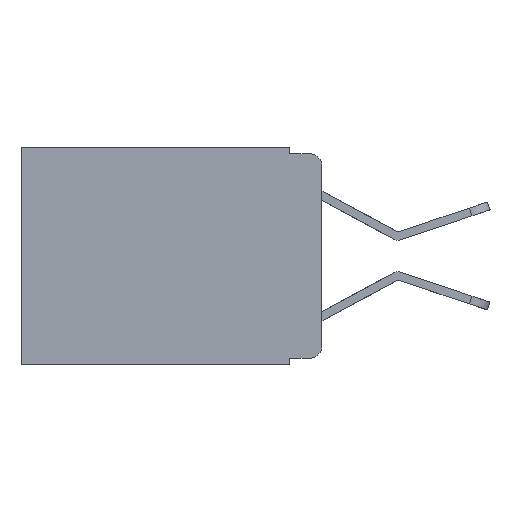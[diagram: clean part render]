
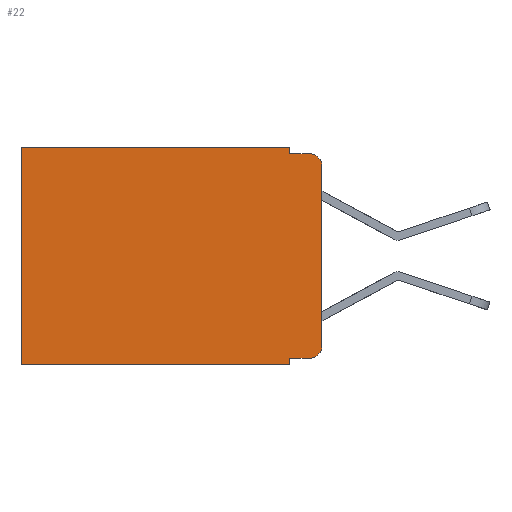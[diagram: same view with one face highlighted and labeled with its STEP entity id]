
A CAD part, left-side view. The second image highlights one B-rep face of the part: STEP entity #22.
In plain terms, the highlighted planar face has unit normal (-1, 0, 0).
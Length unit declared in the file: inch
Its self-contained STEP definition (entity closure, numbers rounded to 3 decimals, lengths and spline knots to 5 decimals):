
#22 = ADVANCED_FACE ( 'NONE', ( #500 ), #19775, .F. ) ;
#55 = VECTOR ( 'NONE', #20908, 39.37008 ) ;
#64 = EDGE_CURVE ( 'NONE', #3975, #18219, #9183, .T. ) ;
#87 = DIRECTION ( 'NONE',  ( 0., 0., -1. ) ) ;
#133 = ORIENTED_EDGE ( 'NONE', *, *, #64, .F. ) ;
#168 = AXIS2_PLACEMENT_3D ( 'NONE', #5977, #14503, #644 ) ;
#500 = FACE_OUTER_BOUND ( 'NONE', #3283, .T. ) ;
#539 = CARTESIAN_POINT ( 'NONE',  ( 0.298, 0.473, 0. ) ) ;
#640 = DIRECTION ( 'NONE',  ( 0., 0., -1. ) ) ;
#644 = DIRECTION ( 'NONE',  ( 0., 0., -1. ) ) ;
#773 = VECTOR ( 'NONE', #13377, 39.37008 ) ;
#935 = VECTOR ( 'NONE', #6036, 39.37008 ) ;
#1735 = AXIS2_PLACEMENT_3D ( 'NONE', #8628, #20141, #3306 ) ;
#1941 = EDGE_CURVE ( 'NONE', #6298, #8657, #9107, .T. ) ;
#2340 = VERTEX_POINT ( 'NONE', #13460 ) ;
#2552 = CARTESIAN_POINT ( 'NONE',  ( 0.298, 0.051, 0. ) ) ;
#2582 = EDGE_CURVE ( 'NONE', #3975, #6298, #5006, .T. ) ;
#3138 = VECTOR ( 'NONE', #87, 39.37008 ) ;
#3283 = EDGE_LOOP ( 'NONE', ( #4282, #14631, #14692, #22324, #9191, #17445, #17272, #133, #15943, #8098 ) ) ;
#3306 = DIRECTION ( 'NONE',  ( 0., 0., -1. ) ) ;
#3951 = CARTESIAN_POINT ( 'NONE',  ( 0.298, 0., 0. ) ) ;
#3975 = VERTEX_POINT ( 'NONE', #22691 ) ;
#4124 = CARTESIAN_POINT ( 'NONE',  ( 0.298, 0.02, -0.333 ) ) ;
#4282 = ORIENTED_EDGE ( 'NONE', *, *, #17075, .F. ) ;
#5006 = LINE ( 'NONE', #22235, #55 ) ;
#5977 = CARTESIAN_POINT ( 'NONE',  ( 0.298, 0.02, -0.313 ) ) ;
#6036 = DIRECTION ( 'NONE',  ( 0., -1., 0. ) ) ;
#6298 = VERTEX_POINT ( 'NONE', #4124 ) ;
#6678 = VERTEX_POINT ( 'NONE', #23265 ) ;
#6758 = DIRECTION ( 'NONE',  ( 0., 1., 0. ) ) ;
#6814 = CARTESIAN_POINT ( 'NONE',  ( 0.298, 0.051, 0. ) ) ;
#7923 = LINE ( 'NONE', #3951, #17935 ) ;
#7970 = CARTESIAN_POINT ( 'NONE',  ( 0.298, 0., -0.343 ) ) ;
#8098 = ORIENTED_EDGE ( 'NONE', *, *, #1941, .T. ) ;
#8124 = CARTESIAN_POINT ( 'NONE',  ( 0.298, 0.02, -0.03 ) ) ;
#8628 = CARTESIAN_POINT ( 'NONE',  ( 0.298, 0., 0. ) ) ;
#8657 = VERTEX_POINT ( 'NONE', #10976 ) ;
#9107 = CIRCLE ( 'NONE', #168, 0.02 ) ;
#9183 = LINE ( 'NONE', #20253, #23350 ) ;
#9191 = ORIENTED_EDGE ( 'NONE', *, *, #20441, .T. ) ;
#9794 = VERTEX_POINT ( 'NONE', #6814 ) ;
#9955 = DIRECTION ( 'NONE',  ( 0., 0., -1. ) ) ;
#10692 = EDGE_CURVE ( 'NONE', #2340, #18256, #14877, .T. ) ;
#10976 = CARTESIAN_POINT ( 'NONE',  ( 0.298, 0., -0.313 ) ) ;
#12488 = VERTEX_POINT ( 'NONE', #539 ) ;
#13377 = DIRECTION ( 'NONE',  ( 0., 1., 0. ) ) ;
#13460 = CARTESIAN_POINT ( 'NONE',  ( 0.298, 0.051, -0.01 ) ) ;
#13491 = VECTOR ( 'NONE', #6758, 39.37008 ) ;
#14020 = EDGE_CURVE ( 'NONE', #12488, #17730, #17533, .T. ) ;
#14503 = DIRECTION ( 'NONE',  ( -1., 0., 0. ) ) ;
#14622 = CARTESIAN_POINT ( 'NONE',  ( 0.298, 0.473, 0. ) ) ;
#14631 = ORIENTED_EDGE ( 'NONE', *, *, #19014, .T. ) ;
#14692 = ORIENTED_EDGE ( 'NONE', *, *, #10692, .F. ) ;
#14742 = AXIS2_PLACEMENT_3D ( 'NONE', #8124, #20601, #9955 ) ;
#14877 = LINE ( 'NONE', #18586, #935 ) ;
#15040 = LINE ( 'NONE', #2552, #19197 ) ;
#15256 = DIRECTION ( 'NONE',  ( 0., 0., -1. ) ) ;
#15943 = ORIENTED_EDGE ( 'NONE', *, *, #2582, .T. ) ;
#16319 = CARTESIAN_POINT ( 'NONE',  ( 0.298, 0.051, -0.343 ) ) ;
#16331 = CIRCLE ( 'NONE', #14742, 0.02 ) ;
#17075 = EDGE_CURVE ( 'NONE', #6678, #8657, #7923, .T. ) ;
#17272 = ORIENTED_EDGE ( 'NONE', *, *, #23166, .F. ) ;
#17445 = ORIENTED_EDGE ( 'NONE', *, *, #14020, .T. ) ;
#17533 = LINE ( 'NONE', #14622, #3138 ) ;
#17730 = VERTEX_POINT ( 'NONE', #18400 ) ;
#17935 = VECTOR ( 'NONE', #20083, 39.37008 ) ;
#18219 = VERTEX_POINT ( 'NONE', #16319 ) ;
#18222 = CARTESIAN_POINT ( 'NONE',  ( 0.298, 0.02, -0.01 ) ) ;
#18256 = VERTEX_POINT ( 'NONE', #18222 ) ;
#18400 = CARTESIAN_POINT ( 'NONE',  ( 0.298, 0.473, -0.343 ) ) ;
#18586 = CARTESIAN_POINT ( 'NONE',  ( 0.298, 0.051, -0.01 ) ) ;
#18729 = LINE ( 'NONE', #21003, #13491 ) ;
#19014 = EDGE_CURVE ( 'NONE', #6678, #18256, #16331, .T. ) ;
#19197 = VECTOR ( 'NONE', #15256, 39.37008 ) ;
#19775 = PLANE ( 'NONE',  #1735 ) ;
#20012 = LINE ( 'NONE', #7970, #773 ) ;
#20083 = DIRECTION ( 'NONE',  ( 0., 0., -1. ) ) ;
#20141 = DIRECTION ( 'NONE',  ( 1., 0., 0. ) ) ;
#20253 = CARTESIAN_POINT ( 'NONE',  ( 0.298, 0.051, 0. ) ) ;
#20441 = EDGE_CURVE ( 'NONE', #9794, #12488, #18729, .T. ) ;
#20601 = DIRECTION ( 'NONE',  ( -1., 0., 0. ) ) ;
#20908 = DIRECTION ( 'NONE',  ( 0., -1., 0. ) ) ;
#21003 = CARTESIAN_POINT ( 'NONE',  ( 0.298, 0., 0. ) ) ;
#22235 = CARTESIAN_POINT ( 'NONE',  ( 0.298, 0.051, -0.333 ) ) ;
#22324 = ORIENTED_EDGE ( 'NONE', *, *, #22605, .F. ) ;
#22605 = EDGE_CURVE ( 'NONE', #9794, #2340, #15040, .T. ) ;
#22691 = CARTESIAN_POINT ( 'NONE',  ( 0.298, 0.051, -0.333 ) ) ;
#23166 = EDGE_CURVE ( 'NONE', #18219, #17730, #20012, .T. ) ;
#23265 = CARTESIAN_POINT ( 'NONE',  ( 0.298, 0., -0.03 ) ) ;
#23350 = VECTOR ( 'NONE', #640, 39.37008 ) ;
